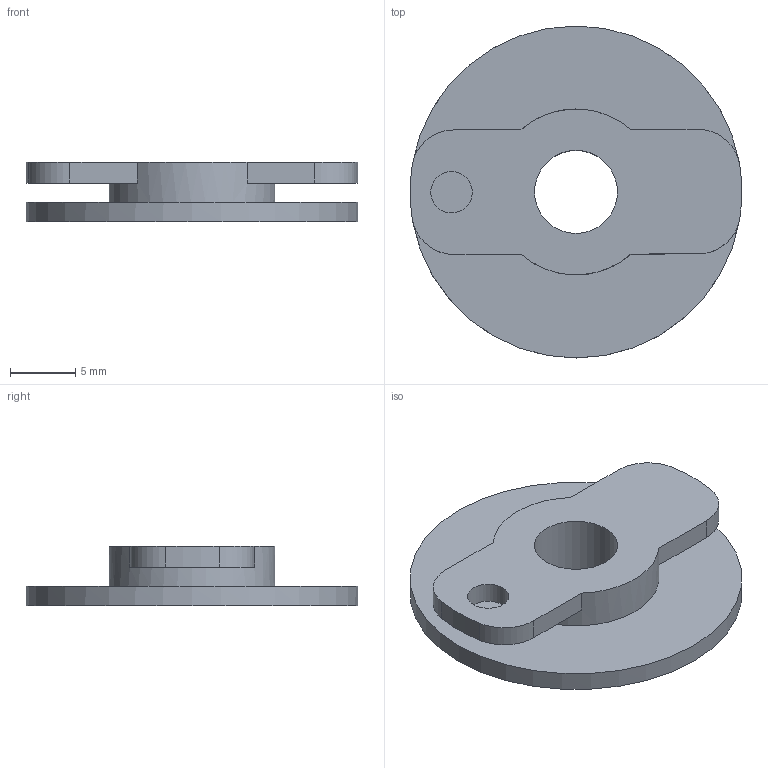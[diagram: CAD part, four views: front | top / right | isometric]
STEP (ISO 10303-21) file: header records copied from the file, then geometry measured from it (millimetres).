
FILE_DESCRIPTION(/* description */ (''),/* implementation_level */ '2;1');
FILE_NAME(/* name */ 'b2579fb9-06c2-40cb-9972-7b7f000003d5.stp',/* time_stamp */ '2018-12-05T18:15:25-08:00',/* author */ (''),/* organization */ (''),/* preprocessor_version */ 'ST-DEVELOPER v17.2',/* originating_system */ 'Autodesk Translation Framework v7.6.0.251',/* authorisation */ '');
FILE_SCHEMA (('AUTOMOTIVE_DESIGN { 1 0 10303 214 3 1 1 }'));
Length unit declared in the file: inch
Products named in the file (1): E27G6API02
Bounding box: 25.4 x 25.4 x 4.53 mm (x, y, z)
Volume: 1173 mm3; surface area: 1566.3 mm2
Topology: 1 solids, 1 shells, 19 faces, 49 edges, 33 vertices
Faces by surface type: cylinder 10, plane 9
Full cylindrical faces by diameter (mm): 3.175 x1, 6.35 x1, 12.7 x1, 25.4 x1
Entity records: 639 total; most frequent: DIRECTION 114, CARTESIAN_POINT 102, ORIENTED_EDGE 98, EDGE_CURVE 49, AXIS2_PLACEMENT_3D 45, VERTEX_POINT 33, CIRCLE 25, EDGE_LOOP 24
